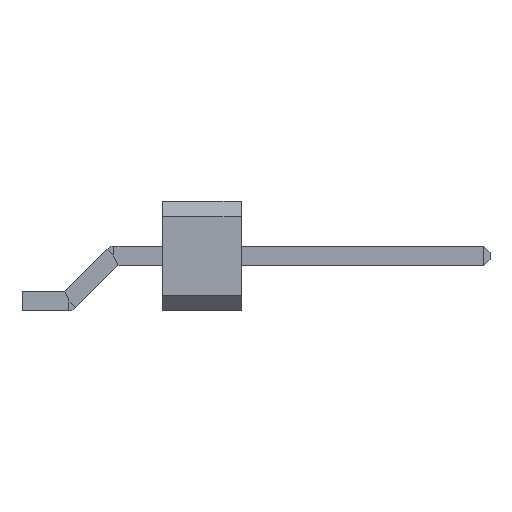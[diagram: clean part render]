
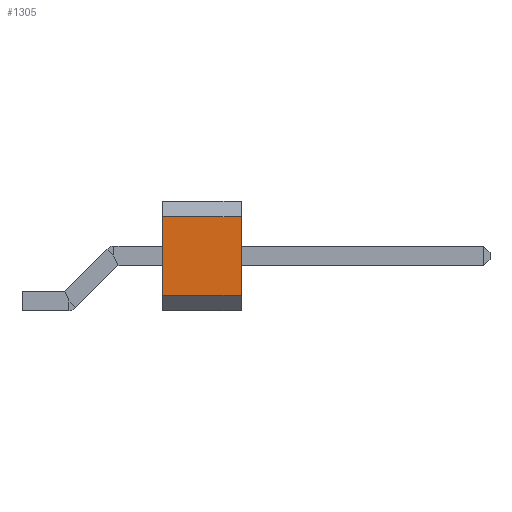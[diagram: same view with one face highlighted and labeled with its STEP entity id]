
A CAD part, front view. The second image highlights one B-rep face of the part: STEP entity #1305.
In plain terms, the highlighted planar face has unit normal (0, -1, 0).
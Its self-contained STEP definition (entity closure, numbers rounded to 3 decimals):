
#1134 = VERTEX_POINT('',#1135);
#1135 = CARTESIAN_POINT('',(3.808,-1.27,3.06));
#1141 = EDGE_CURVE('',#1134,#1142,#1144,.T.);
#1142 = VERTEX_POINT('',#1143);
#1143 = CARTESIAN_POINT('',(3.808,-1.27,0.5));
#1144 = LINE('',#1145,#1146);
#1145 = CARTESIAN_POINT('',(3.808,-1.27,3.56));
#1146 = VECTOR('',#1147,1.);
#1147 = DIRECTION('',(0.,0.,-1.));
#1222 = VERTEX_POINT('',#1223);
#1223 = CARTESIAN_POINT('',(6.348,-1.27,3.06));
#1229 = EDGE_CURVE('',#1134,#1222,#1230,.T.);
#1230 = LINE('',#1231,#1232);
#1231 = CARTESIAN_POINT('',(3.808,-1.27,3.06));
#1232 = VECTOR('',#1233,1.);
#1233 = DIRECTION('',(1.,0.,0.));
#1245 = EDGE_CURVE('',#1222,#1246,#1248,.T.);
#1246 = VERTEX_POINT('',#1247);
#1247 = CARTESIAN_POINT('',(6.348,-1.27,0.5));
#1248 = LINE('',#1249,#1250);
#1249 = CARTESIAN_POINT('',(6.348,-1.27,3.56));
#1250 = VECTOR('',#1251,1.);
#1251 = DIRECTION('',(0.,0.,-1.));
#1305 = ADVANCED_FACE('',(#1306),#1317,.F.);
#1306 = FACE_BOUND('',#1307,.F.);
#1307 = EDGE_LOOP('',(#1308,#1309,#1310,#1311));
#1308 = ORIENTED_EDGE('',*,*,#1141,.F.);
#1309 = ORIENTED_EDGE('',*,*,#1229,.T.);
#1310 = ORIENTED_EDGE('',*,*,#1245,.T.);
#1311 = ORIENTED_EDGE('',*,*,#1312,.F.);
#1312 = EDGE_CURVE('',#1142,#1246,#1313,.T.);
#1313 = LINE('',#1314,#1315);
#1314 = CARTESIAN_POINT('',(3.808,-1.27,0.5));
#1315 = VECTOR('',#1316,1.);
#1316 = DIRECTION('',(1.,0.,0.));
#1317 = PLANE('',#1318);
#1318 = AXIS2_PLACEMENT_3D('',#1319,#1320,#1321);
#1319 = CARTESIAN_POINT('',(3.808,-1.27,3.56));
#1320 = DIRECTION('',(0.,1.,0.));
#1321 = DIRECTION('',(0.,0.,-1.));
